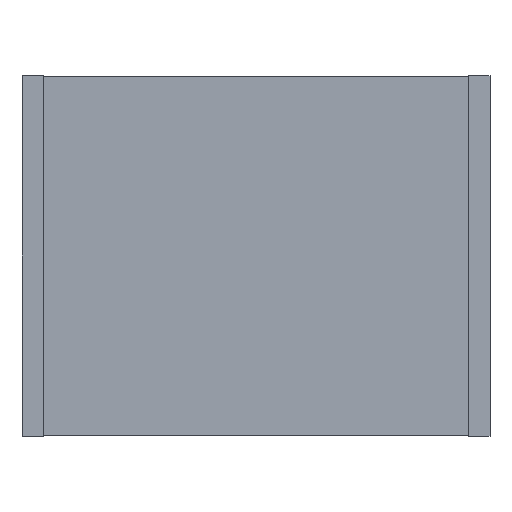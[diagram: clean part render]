
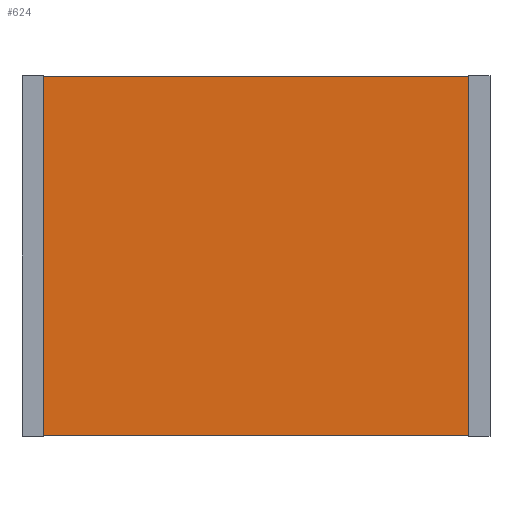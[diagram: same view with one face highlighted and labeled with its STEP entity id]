
A CAD part, front view. The second image highlights one B-rep face of the part: STEP entity #624.
In plain terms, the highlighted planar face has unit normal (0, -1, 0).
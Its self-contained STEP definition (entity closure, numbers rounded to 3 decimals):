
#124 = EDGE_LOOP ( 'NONE', ( #801, #2336, #1054, #962 ) ) ;
#167 = CARTESIAN_POINT ( 'NONE',  ( 0.49, 0., -8.38 ) ) ;
#284 = DIRECTION ( 'NONE',  ( 0., 0., -1. ) ) ;
#475 = LINE ( 'NONE', #2179, #2081 ) ;
#581 = CARTESIAN_POINT ( 'NONE',  ( 10.39, 0., -8.38 ) ) ;
#624 = ADVANCED_FACE ( 'NONE', ( #1589 ), #965, .T. ) ;
#784 = DIRECTION ( 'NONE',  ( 0., 0., 1. ) ) ;
#801 = ORIENTED_EDGE ( 'NONE', *, *, #813, .F. ) ;
#813 = EDGE_CURVE ( 'NONE', #2262, #1344, #2055, .T. ) ;
#962 = ORIENTED_EDGE ( 'NONE', *, *, #1627, .T. ) ;
#965 = PLANE ( 'NONE',  #2232 ) ;
#1025 = LINE ( 'NONE', #2329, #1638 ) ;
#1054 = ORIENTED_EDGE ( 'NONE', *, *, #1261, .F. ) ;
#1142 = VERTEX_POINT ( 'NONE', #2182 ) ;
#1207 = DIRECTION ( 'NONE',  ( 0., 0., -1. ) ) ;
#1261 = EDGE_CURVE ( 'NONE', #2001, #1142, #1434, .T. ) ;
#1315 = VECTOR ( 'NONE', #2307, 1000. ) ;
#1344 = VERTEX_POINT ( 'NONE', #167 ) ;
#1349 = CARTESIAN_POINT ( 'NONE',  ( 0.49, 0., 0. ) ) ;
#1432 = EDGE_CURVE ( 'NONE', #2262, #1142, #1025, .T. ) ;
#1434 = LINE ( 'NONE', #2194, #2157 ) ;
#1589 = FACE_OUTER_BOUND ( 'NONE', #124, .T. ) ;
#1627 = EDGE_CURVE ( 'NONE', #2001, #1344, #475, .T. ) ;
#1638 = VECTOR ( 'NONE', #784, 1000. ) ;
#1863 = CARTESIAN_POINT ( 'NONE',  ( 0., 0., -8.38 ) ) ;
#1945 = CARTESIAN_POINT ( 'NONE',  ( 0., 0., 0. ) ) ;
#2001 = VERTEX_POINT ( 'NONE', #1349 ) ;
#2027 = DIRECTION ( 'NONE',  ( 1., 0., 0. ) ) ;
#2055 = LINE ( 'NONE', #1863, #1315 ) ;
#2081 = VECTOR ( 'NONE', #284, 1000. ) ;
#2157 = VECTOR ( 'NONE', #2027, 1000. ) ;
#2179 = CARTESIAN_POINT ( 'NONE',  ( 0.49, 0., 0. ) ) ;
#2182 = CARTESIAN_POINT ( 'NONE',  ( 10.39, 0., 0. ) ) ;
#2194 = CARTESIAN_POINT ( 'NONE',  ( 0., 0., 0. ) ) ;
#2232 = AXIS2_PLACEMENT_3D ( 'NONE', #1945, #2341, #1207 ) ;
#2262 = VERTEX_POINT ( 'NONE', #581 ) ;
#2307 = DIRECTION ( 'NONE',  ( -1., 0., 0. ) ) ;
#2329 = CARTESIAN_POINT ( 'NONE',  ( 10.39, 0., 0. ) ) ;
#2336 = ORIENTED_EDGE ( 'NONE', *, *, #1432, .T. ) ;
#2341 = DIRECTION ( 'NONE',  ( 0., -1., 0. ) ) ;
